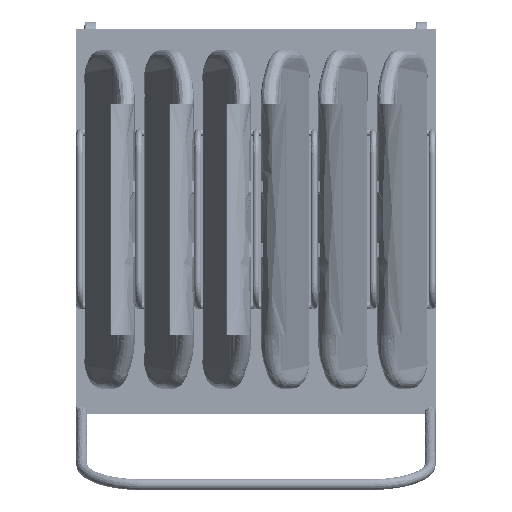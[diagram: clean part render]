
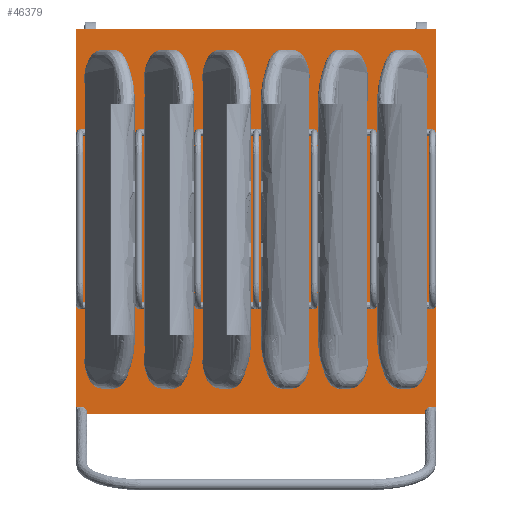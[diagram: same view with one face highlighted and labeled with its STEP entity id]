
A CAD part, front view. The second image highlights one B-rep face of the part: STEP entity #46379.
In plain terms, the highlighted free-form (B-spline) face has degree [1, 1] with [2, 2] control points.
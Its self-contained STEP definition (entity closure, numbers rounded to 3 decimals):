
#46105 = VERTEX_POINT('',#46106);
#46106 = CARTESIAN_POINT('',(-1042.102,699.697,
    521.051));
#46111 = EDGE_CURVE('',#46112,#46105,#46114,.T.);
#46112 = VERTEX_POINT('',#46113);
#46113 = CARTESIAN_POINT('',(1042.102,699.697,
    521.051));
#46114 = B_SPLINE_CURVE_WITH_KNOTS('',1,(#46115,#46116),.UNSPECIFIED.,
  .F.,.F.,(2,2),(0.,140.),.PIECEWISE_BEZIER_KNOTS.);
#46115 = CARTESIAN_POINT('',(1042.102,699.697,
    521.051));
#46116 = CARTESIAN_POINT('',(-1042.102,699.697,
    521.051));
#46139 = EDGE_CURVE('',#46140,#46112,#46142,.T.);
#46140 = VERTEX_POINT('',#46141);
#46141 = CARTESIAN_POINT('',(1042.102,699.697,
    -1669.777));
#46142 = B_SPLINE_CURVE_WITH_KNOTS('',1,(#46143,#46144),.UNSPECIFIED.,
  .F.,.F.,(2,2),(0.,147.162),.PIECEWISE_BEZIER_KNOTS.);
#46143 = CARTESIAN_POINT('',(1042.102,699.697,
    -1669.777));
#46144 = CARTESIAN_POINT('',(1042.102,699.697,
    521.051));
#46167 = EDGE_CURVE('',#46168,#46140,#46170,.T.);
#46168 = VERTEX_POINT('',#46169);
#46169 = CARTESIAN_POINT('',(1010.541,699.697,
    -1669.777));
#46170 = B_SPLINE_CURVE_WITH_KNOTS('',1,(#46171,#46172),.UNSPECIFIED.,
  .F.,.F.,(2,2),(0.,2.12),.PIECEWISE_BEZIER_KNOTS.);
#46171 = CARTESIAN_POINT('',(1010.541,699.697,
    -1669.777));
#46172 = CARTESIAN_POINT('',(1042.102,699.697,
    -1669.777));
#46196 = EDGE_CURVE('',#46197,#46168,#46199,.T.);
#46197 = VERTEX_POINT('',#46198);
#46198 = CARTESIAN_POINT('',(978.98,699.697,
    -1703.363));
#46199 = ( BOUNDED_CURVE() B_SPLINE_CURVE(2,(#46200,#46201,#46202),
.UNSPECIFIED.,.F.,.F.) B_SPLINE_CURVE_WITH_KNOTS((3,3),(1.571,
3.142),.PIECEWISE_BEZIER_KNOTS.) CURVE() 
GEOMETRIC_REPRESENTATION_ITEM() RATIONAL_B_SPLINE_CURVE((1.,
0.707,1.)) REPRESENTATION_ITEM('') );
#46200 = CARTESIAN_POINT('',(978.98,699.697,
    -1703.363));
#46201 = CARTESIAN_POINT('',(978.98,699.697,
    -1669.777));
#46202 = CARTESIAN_POINT('',(1010.541,699.697,
    -1669.777));
#46227 = EDGE_CURVE('',#46228,#46197,#46230,.T.);
#46228 = VERTEX_POINT('',#46229);
#46229 = CARTESIAN_POINT('',(978.98,699.697,
    -1712.027));
#46230 = B_SPLINE_CURVE_WITH_KNOTS('',1,(#46231,#46232),.UNSPECIFIED.,
  .F.,.F.,(2,2),(0.,0.582),.PIECEWISE_BEZIER_KNOTS.);
#46231 = CARTESIAN_POINT('',(978.98,699.697,
    -1712.027));
#46232 = CARTESIAN_POINT('',(978.98,699.697,
    -1703.363));
#46255 = EDGE_CURVE('',#46256,#46228,#46258,.T.);
#46256 = VERTEX_POINT('',#46257);
#46257 = CARTESIAN_POINT('',(-978.98,699.697,
    -1712.027));
#46258 = B_SPLINE_CURVE_WITH_KNOTS('',1,(#46259,#46260),.UNSPECIFIED.,
  .F.,.F.,(2,2),(0.,131.52),.PIECEWISE_BEZIER_KNOTS.);
#46259 = CARTESIAN_POINT('',(-978.98,699.697,
    -1712.027));
#46260 = CARTESIAN_POINT('',(978.98,699.697,
    -1712.027));
#46283 = EDGE_CURVE('',#46284,#46256,#46286,.T.);
#46284 = VERTEX_POINT('',#46285);
#46285 = CARTESIAN_POINT('',(-978.98,699.697,
    -1703.363));
#46286 = B_SPLINE_CURVE_WITH_KNOTS('',1,(#46287,#46288),.UNSPECIFIED.,
  .F.,.F.,(2,2),(0.,0.582),.PIECEWISE_BEZIER_KNOTS.);
#46287 = CARTESIAN_POINT('',(-978.98,699.697,
    -1703.363));
#46288 = CARTESIAN_POINT('',(-978.98,699.697,
    -1712.027));
#46312 = EDGE_CURVE('',#46313,#46284,#46315,.T.);
#46313 = VERTEX_POINT('',#46314);
#46314 = CARTESIAN_POINT('',(-1010.541,699.697,
    -1669.777));
#46315 = ( BOUNDED_CURVE() B_SPLINE_CURVE(2,(#46316,#46317,#46318),
.UNSPECIFIED.,.F.,.F.) B_SPLINE_CURVE_WITH_KNOTS((3,3),(3.142,
4.712),.PIECEWISE_BEZIER_KNOTS.) CURVE() 
GEOMETRIC_REPRESENTATION_ITEM() RATIONAL_B_SPLINE_CURVE((1.,
0.707,1.)) REPRESENTATION_ITEM('') );
#46316 = CARTESIAN_POINT('',(-1010.541,699.697,
    -1669.777));
#46317 = CARTESIAN_POINT('',(-978.98,699.697,
    -1669.777));
#46318 = CARTESIAN_POINT('',(-978.98,699.697,
    -1703.363));
#46343 = EDGE_CURVE('',#46344,#46313,#46346,.T.);
#46344 = VERTEX_POINT('',#46345);
#46345 = CARTESIAN_POINT('',(-1042.102,699.697,
    -1669.777));
#46346 = B_SPLINE_CURVE_WITH_KNOTS('',1,(#46347,#46348),.UNSPECIFIED.,
  .F.,.F.,(2,2),(0.,2.12),.PIECEWISE_BEZIER_KNOTS.);
#46347 = CARTESIAN_POINT('',(-1042.102,699.697,
    -1669.777));
#46348 = CARTESIAN_POINT('',(-1010.541,699.697,
    -1669.777));
#46369 = EDGE_CURVE('',#46105,#46344,#46370,.T.);
#46370 = B_SPLINE_CURVE_WITH_KNOTS('',1,(#46371,#46372),.UNSPECIFIED.,
  .F.,.F.,(2,2),(0.,147.162),.PIECEWISE_BEZIER_KNOTS.);
#46371 = CARTESIAN_POINT('',(-1042.102,699.697,
    521.051));
#46372 = CARTESIAN_POINT('',(-1042.102,699.697,
    -1669.777));
#46379 = ADVANCED_FACE('',(#46380),#46392,.T.);
#46380 = FACE_BOUND('',#46381,.T.);
#46381 = EDGE_LOOP('',(#46382,#46383,#46384,#46385,#46386,#46387,#46388,
    #46389,#46390,#46391));
#46382 = ORIENTED_EDGE('',*,*,#46369,.T.);
#46383 = ORIENTED_EDGE('',*,*,#46343,.T.);
#46384 = ORIENTED_EDGE('',*,*,#46312,.T.);
#46385 = ORIENTED_EDGE('',*,*,#46283,.T.);
#46386 = ORIENTED_EDGE('',*,*,#46255,.T.);
#46387 = ORIENTED_EDGE('',*,*,#46227,.T.);
#46388 = ORIENTED_EDGE('',*,*,#46196,.T.);
#46389 = ORIENTED_EDGE('',*,*,#46167,.T.);
#46390 = ORIENTED_EDGE('',*,*,#46139,.T.);
#46391 = ORIENTED_EDGE('',*,*,#46111,.T.);
#46392 = B_SPLINE_SURFACE_WITH_KNOTS('',1,1,(
    (#46393,#46394)
    ,(#46395,#46396
    )),.UNSPECIFIED.,.F.,.F.,.F.,(2,2),(2,2),(-70.001,70.001),(
    -75.494,74.508),.PIECEWISE_BEZIER_KNOTS.);
#46393 = CARTESIAN_POINT('',(-1042.117,699.697,
    -1712.041));
#46394 = CARTESIAN_POINT('',(-1042.117,699.697,
    521.066));
#46395 = CARTESIAN_POINT('',(1042.117,699.697,
    -1712.041));
#46396 = CARTESIAN_POINT('',(1042.117,699.697,
    521.066));
